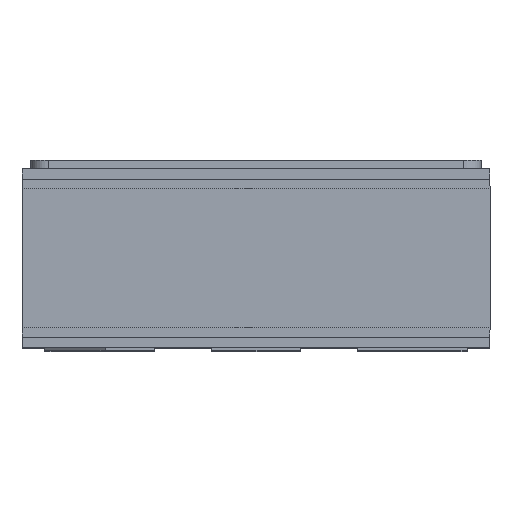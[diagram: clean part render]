
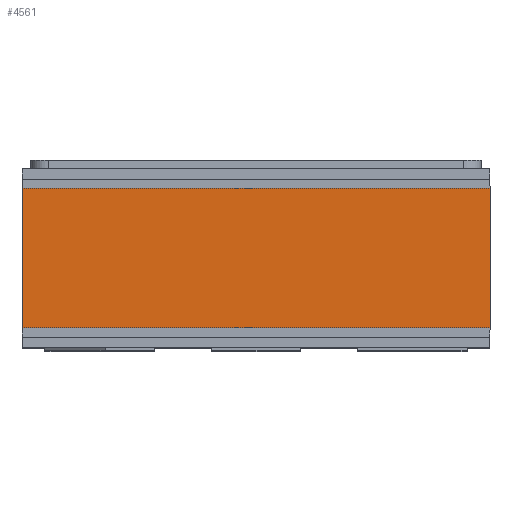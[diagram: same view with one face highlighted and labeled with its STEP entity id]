
A CAD part, top view. The second image highlights one B-rep face of the part: STEP entity #4561.
In plain terms, the highlighted planar face has unit normal (0, 0, 1).
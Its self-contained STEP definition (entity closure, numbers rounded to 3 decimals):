
#102 = ORIENTED_EDGE ( 'NONE', *, *, #3576, .T. ) ;
#147 = EDGE_CURVE ( 'NONE', #1044, #3226, #1172, .T. ) ;
#168 = AXIS2_PLACEMENT_3D ( 'NONE', #4626, #5092, #2131 ) ;
#492 = CARTESIAN_POINT ( 'NONE',  ( -1.325, 0.111, 1.75 ) ) ;
#578 = EDGE_LOOP ( 'NONE', ( #2243, #5393, #102, #992 ) ) ;
#634 = CARTESIAN_POINT ( 'NONE',  ( 1.325, 0.899, 1.75 ) ) ;
#688 = DIRECTION ( 'NONE',  ( -1., 0., 0. ) ) ;
#948 = VECTOR ( 'NONE', #2944, 1000. ) ;
#985 = CARTESIAN_POINT ( 'NONE',  ( 1.325, 0.111, 1.75 ) ) ;
#992 = ORIENTED_EDGE ( 'NONE', *, *, #1046, .F. ) ;
#1044 = VERTEX_POINT ( 'NONE', #634 ) ;
#1046 = EDGE_CURVE ( 'NONE', #3398, #1731, #5243, .T. ) ;
#1172 = LINE ( 'NONE', #4009, #1567 ) ;
#1567 = VECTOR ( 'NONE', #688, 1000. ) ;
#1615 = CARTESIAN_POINT ( 'NONE',  ( -1.325, 1.01, 1.75 ) ) ;
#1731 = VERTEX_POINT ( 'NONE', #492 ) ;
#2131 = DIRECTION ( 'NONE',  ( -1., 0., 0. ) ) ;
#2206 = LINE ( 'NONE', #2545, #948 ) ;
#2232 = VECTOR ( 'NONE', #3150, 1000. ) ;
#2243 = ORIENTED_EDGE ( 'NONE', *, *, #4517, .F. ) ;
#2545 = CARTESIAN_POINT ( 'NONE',  ( 1.325, 1.01, 1.75 ) ) ;
#2812 = VECTOR ( 'NONE', #4068, 1000. ) ;
#2944 = DIRECTION ( 'NONE',  ( 0., -1., 0. ) ) ;
#2991 = PLANE ( 'NONE',  #168 ) ;
#3150 = DIRECTION ( 'NONE',  ( -1., 0., 0. ) ) ;
#3226 = VERTEX_POINT ( 'NONE', #4195 ) ;
#3398 = VERTEX_POINT ( 'NONE', #985 ) ;
#3576 = EDGE_CURVE ( 'NONE', #3226, #1731, #5038, .T. ) ;
#3774 = FACE_OUTER_BOUND ( 'NONE', #578, .T. ) ;
#4009 = CARTESIAN_POINT ( 'NONE',  ( 4.825, 0.899, 1.75 ) ) ;
#4068 = DIRECTION ( 'NONE',  ( 0., -1., 0. ) ) ;
#4195 = CARTESIAN_POINT ( 'NONE',  ( -1.325, 0.899, 1.75 ) ) ;
#4346 = CARTESIAN_POINT ( 'NONE',  ( 4.825, 0.111, 1.75 ) ) ;
#4517 = EDGE_CURVE ( 'NONE', #1044, #3398, #2206, .T. ) ;
#4561 = ADVANCED_FACE ( 'NONE', ( #3774 ), #2991, .F. ) ;
#4626 = CARTESIAN_POINT ( 'NONE',  ( 1.325, 1.01, 1.75 ) ) ;
#5038 = LINE ( 'NONE', #1615, #2812 ) ;
#5092 = DIRECTION ( 'NONE',  ( 0., 0., -1. ) ) ;
#5243 = LINE ( 'NONE', #4346, #2232 ) ;
#5393 = ORIENTED_EDGE ( 'NONE', *, *, #147, .T. ) ;
